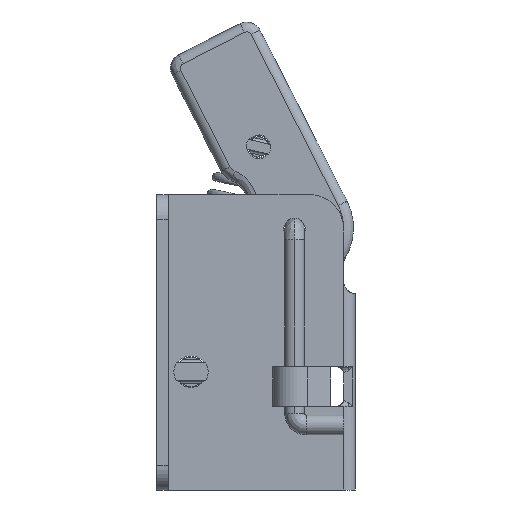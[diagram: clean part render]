
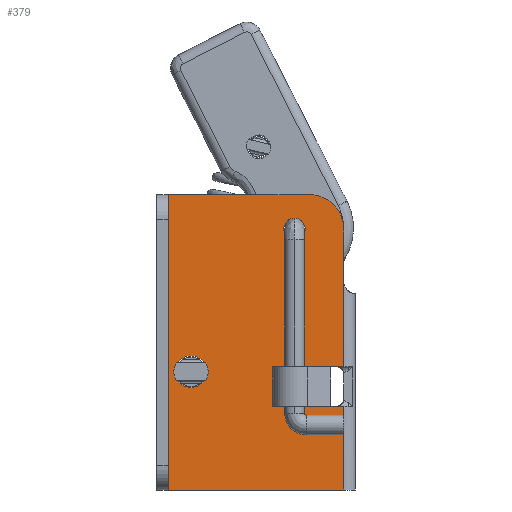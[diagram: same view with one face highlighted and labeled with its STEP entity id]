
A CAD part, left-side view. The second image highlights one B-rep face of the part: STEP entity #379.
In plain terms, the highlighted planar face has unit normal (-1, 0, 0).
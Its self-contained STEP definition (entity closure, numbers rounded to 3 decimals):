
#379=ADVANCED_FACE('',(#1438,#1439,#1440),#1437,.T.);
#1437=PLANE('',#4594);
#1438=FACE_OUTER_BOUND('',#4595,.T.);
#1439=FACE_BOUND('',#4596,.T.);
#1440=FACE_BOUND('',#4597,.T.);
#4591=CARTESIAN_POINT('',(5.8,-20.78,-21.));
#4592=DIRECTION('',(-1.,0.,0.));
#4593=DIRECTION('',(0.,0.,1.));
#4594=AXIS2_PLACEMENT_3D('',#4591,#4592,#4593);
#4595=EDGE_LOOP('',(#11294,#11295,#11296,#11297,#11298,#11299,#11300,#11301,#11302,#11303,#11304,#11305));
#4596=EDGE_LOOP('',(#11306,#11307));
#4597=EDGE_LOOP('',(#11308,#11309));
#11294=ORIENTED_EDGE('',*,*,#12699,.T.);
#11295=ORIENTED_EDGE('',*,*,#12647,.T.);
#11296=ORIENTED_EDGE('',*,*,#12654,.F.);
#11297=ORIENTED_EDGE('',*,*,#12708,.F.);
#11298=ORIENTED_EDGE('',*,*,#12709,.F.);
#11299=ORIENTED_EDGE('',*,*,#12668,.T.);
#11300=ORIENTED_EDGE('',*,*,#12613,.F.);
#11301=ORIENTED_EDGE('',*,*,#12641,.T.);
#11302=ORIENTED_EDGE('',*,*,#12710,.F.);
#11303=ORIENTED_EDGE('',*,*,#12711,.T.);
#11304=ORIENTED_EDGE('',*,*,#12712,.F.);
#11305=ORIENTED_EDGE('',*,*,#12713,.T.);
#11306=ORIENTED_EDGE('',*,*,#12714,.F.);
#11307=ORIENTED_EDGE('',*,*,#12715,.F.);
#11308=ORIENTED_EDGE('',*,*,#12716,.F.);
#11309=ORIENTED_EDGE('',*,*,#12717,.F.);
#12613=EDGE_CURVE('',#14238,#14245,#14246,.T.);
#12641=EDGE_CURVE('',#14238,#14430,#14437,.T.);
#12647=EDGE_CURVE('',#14478,#14471,#14479,.T.);
#12654=EDGE_CURVE('',#14525,#14471,#14526,.T.);
#12668=EDGE_CURVE('',#14620,#14245,#14621,.T.);
#12699=EDGE_CURVE('',#14830,#14478,#14831,.T.);
#12708=EDGE_CURVE('',#14892,#14525,#14893,.T.);
#12709=EDGE_CURVE('',#14620,#14892,#14899,.T.);
#12710=EDGE_CURVE('',#14905,#14430,#14906,.T.);
#12711=EDGE_CURVE('',#14905,#14912,#14913,.T.);
#12712=EDGE_CURVE('',#14919,#14912,#14920,.T.);
#12713=EDGE_CURVE('',#14919,#14830,#14926,.T.);
#12714=EDGE_CURVE('',#14932,#14933,#14934,.T.);
#12715=EDGE_CURVE('',#14933,#14932,#14940,.T.);
#12716=EDGE_CURVE('',#14946,#14947,#14948,.T.);
#12717=EDGE_CURVE('',#14947,#14946,#14954,.T.);
#14238=VERTEX_POINT('',#19138);
#14245=VERTEX_POINT('',#19146);
#14246=LINE('',#19147,#19148);
#14430=VERTEX_POINT('',#19283);
#14437=LINE('',#19296,#19297);
#14471=VERTEX_POINT('',#19318);
#14478=VERTEX_POINT('',#19323);
#14479=LINE('',#19324,#19325);
#14525=VERTEX_POINT('',#19364);
#14526=LINE('',#19365,#19366);
#14620=VERTEX_POINT('',#19431);
#14621=LINE('',#19432,#19433);
#14830=VERTEX_POINT('',#19556);
#14831=LINE('',#19557,#19558);
#14892=VERTEX_POINT('',#19594);
#14893=LINE('',#19595,#19596);
#14899=LINE('',#19598,#19599);
#14905=VERTEX_POINT('',#19601);
#14906=LINE('',#19602,#19603);
#14912=VERTEX_POINT('',#19605);
#14913=CIRCLE('',#19609,3.5);
#14919=VERTEX_POINT('',#19610);
#14920=LINE('',#19611,#19612);
#14926=LINE('',#19614,#19615);
#14932=VERTEX_POINT('',#19617);
#14933=VERTEX_POINT('',#19618);
#14934=CIRCLE('',#19622,1.6);
#14940=CIRCLE('',#19626,1.6);
#14946=VERTEX_POINT('',#19627);
#14947=VERTEX_POINT('',#19628);
#14948=CIRCLE('',#19632,1.1);
#14954=CIRCLE('',#19636,1.1);
#19138=CARTESIAN_POINT('',(5.8,-19.,-5.5));
#19146=CARTESIAN_POINT('',(5.8,-13.,-5.5));
#19147=CARTESIAN_POINT('',(5.8,-19.,-5.5));
#19148=VECTOR('',#19149,6.);
#19149=DIRECTION('',(0.,1.,0.));
#19283=CARTESIAN_POINT('',(5.8,-19.,3.2));
#19296=CARTESIAN_POINT('',(5.8,-19.,-5.5));
#19297=VECTOR('',#19298,8.7);
#19298=DIRECTION('',(0.,0.,1.));
#19318=CARTESIAN_POINT('',(5.8,-19.,-9.5));
#19323=CARTESIAN_POINT('',(5.8,-19.,-18.));
#19324=CARTESIAN_POINT('',(5.8,-19.,-18.));
#19325=VECTOR('',#19326,8.5);
#19326=DIRECTION('',(0.,0.,1.));
#19364=CARTESIAN_POINT('',(5.8,-13.,-9.5));
#19365=CARTESIAN_POINT('',(5.8,-13.,-9.5));
#19366=VECTOR('',#19367,6.);
#19367=DIRECTION('',(0.,-1.,0.));
#19431=CARTESIAN_POINT('',(5.8,-11.8,-5.5));
#19432=CARTESIAN_POINT('',(5.8,-11.8,-5.5));
#19433=VECTOR('',#19434,1.2);
#19434=DIRECTION('',(0.,-1.,0.));
#19556=CARTESIAN_POINT('',(5.8,-1.2,-18.));
#19557=CARTESIAN_POINT('',(5.8,-1.2,-18.));
#19558=VECTOR('',#19559,17.8);
#19559=DIRECTION('',(0.,-1.,0.));
#19594=CARTESIAN_POINT('',(5.8,-11.8,-9.5));
#19595=CARTESIAN_POINT('',(5.8,-11.8,-9.5));
#19596=VECTOR('',#19597,1.2);
#19597=DIRECTION('',(0.,-1.,0.));
#19598=CARTESIAN_POINT('',(5.8,-11.8,-5.5));
#19599=VECTOR('',#19600,4.);
#19600=DIRECTION('',(0.,0.,-1.));
#19601=CARTESIAN_POINT('',(5.8,-19.,8.5));
#19602=CARTESIAN_POINT('',(5.8,-19.,8.5));
#19603=VECTOR('',#19604,5.3);
#19604=DIRECTION('',(0.,0.,-1.));
#19605=CARTESIAN_POINT('',(5.8,-15.5,12.));
#19606=CARTESIAN_POINT('',(5.8,-15.5,8.5));
#19607=DIRECTION('',(-1.,0.,0.));
#19608=DIRECTION('',(0.,1.,0.));
#19609=AXIS2_PLACEMENT_3D('',#19606,#19607,#19608);
#19610=CARTESIAN_POINT('',(5.8,-1.2,12.));
#19611=CARTESIAN_POINT('',(5.8,-1.2,12.));
#19612=VECTOR('',#19613,14.3);
#19613=DIRECTION('',(0.,-1.,0.));
#19614=CARTESIAN_POINT('',(5.8,-1.2,12.));
#19615=VECTOR('',#19616,30.);
#19616=DIRECTION('',(0.,0.,-1.));
#19617=CARTESIAN_POINT('',(5.8,-3.5,-7.6));
#19618=CARTESIAN_POINT('',(5.8,-3.5,-4.4));
#19619=CARTESIAN_POINT('',(5.8,-3.5,-6.));
#19620=DIRECTION('',(-1.,0.,0.));
#19621=DIRECTION('',(0.,0.,1.));
#19622=AXIS2_PLACEMENT_3D('',#19619,#19620,#19621);
#19623=CARTESIAN_POINT('',(5.8,-3.5,-6.));
#19624=DIRECTION('',(-1.,0.,0.));
#19625=DIRECTION('',(0.,0.,1.));
#19626=AXIS2_PLACEMENT_3D('',#19623,#19624,#19625);
#19627=CARTESIAN_POINT('',(5.8,-14.,7.4));
#19628=CARTESIAN_POINT('',(5.8,-14.,9.6));
#19629=CARTESIAN_POINT('',(5.8,-14.,8.5));
#19630=DIRECTION('',(-1.,0.,0.));
#19631=DIRECTION('',(0.,0.,1.));
#19632=AXIS2_PLACEMENT_3D('',#19629,#19630,#19631);
#19633=CARTESIAN_POINT('',(5.8,-14.,8.5));
#19634=DIRECTION('',(-1.,0.,0.));
#19635=DIRECTION('',(0.,0.,1.));
#19636=AXIS2_PLACEMENT_3D('',#19633,#19634,#19635);
